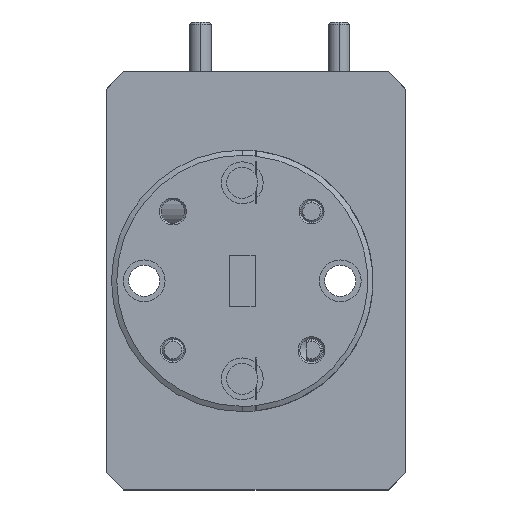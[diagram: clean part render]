
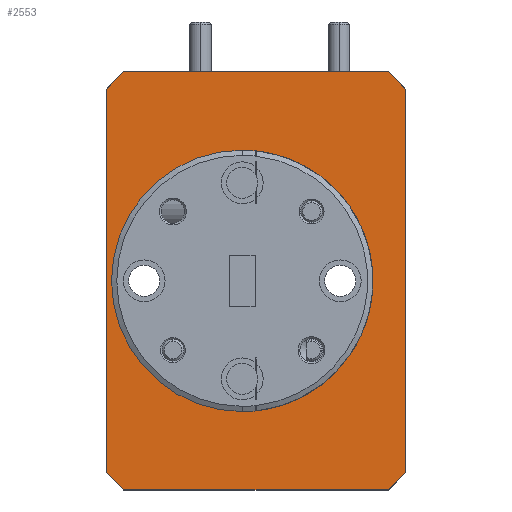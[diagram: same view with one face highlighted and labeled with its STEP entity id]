
A CAD part, left-side view. The second image highlights one B-rep face of the part: STEP entity #2553.
In plain terms, the highlighted planar face has unit normal (-1, 0, 0).
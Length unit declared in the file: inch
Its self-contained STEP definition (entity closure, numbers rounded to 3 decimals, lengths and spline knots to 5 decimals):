
#33 = VECTOR ( 'NONE', #67, 39.37008 ) ;
#67 = DIRECTION ( 'NONE',  ( 0., -0.707, -0.707 ) ) ;
#81 = EDGE_CURVE ( 'NONE', #14668, #9014, #3881, .T. ) ;
#694 = AXIS2_PLACEMENT_3D ( 'NONE', #4605, #15611, #9548 ) ;
#890 = CARTESIAN_POINT ( 'NONE',  ( -1.885, 0.4695, 0.375 ) ) ;
#1147 = CARTESIAN_POINT ( 'NONE',  ( -1.885, 0., 0. ) ) ;
#1287 = VECTOR ( 'NONE', #14805, 39.37008 ) ;
#1435 = EDGE_LOOP ( 'NONE', ( #3152, #6422, #17577, #14880, #16354, #2327, #8587, #14015 ) ) ;
#1564 = LINE ( 'NONE', #19952, #33 ) ;
#2327 = ORIENTED_EDGE ( 'NONE', *, *, #81, .F. ) ;
#2440 = CARTESIAN_POINT ( 'NONE',  ( -1.885, 0., -0.55 ) ) ;
#2553 = ADVANCED_FACE ( 'NONE', ( #19643, #10448 ), #11552, .T. ) ;
#2562 = DIRECTION ( 'NONE',  ( 0., 0., 1. ) ) ;
#2779 = CARTESIAN_POINT ( 'NONE',  ( -1.885, 0.86, 0.6 ) ) ;
#3152 = ORIENTED_EDGE ( 'NONE', *, *, #13026, .T. ) ;
#3719 = CARTESIAN_POINT ( 'NONE',  ( -1.885, 0.05, 0.6 ) ) ;
#3881 = LINE ( 'NONE', #16516, #7153 ) ;
#4152 = VERTEX_POINT ( 'NONE', #5572 ) ;
#4338 = ORIENTED_EDGE ( 'NONE', *, *, #7797, .F. ) ;
#4479 = LINE ( 'NONE', #12561, #8853 ) ;
#4605 = CARTESIAN_POINT ( 'NONE',  ( -1.885, 0.4695, 0. ) ) ;
#5130 = EDGE_CURVE ( 'NONE', #6203, #4152, #19778, .T. ) ;
#5184 = EDGE_CURVE ( 'NONE', #8702, #9014, #15107, .T. ) ;
#5316 = EDGE_CURVE ( 'NONE', #8702, #6224, #1564, .T. ) ;
#5535 = CARTESIAN_POINT ( 'NONE',  ( -1.885, 0., -0.6 ) ) ;
#5572 = CARTESIAN_POINT ( 'NONE',  ( -1.885, 0.86, -0.55 ) ) ;
#5927 = DIRECTION ( 'NONE',  ( 0., 0.707, 0.707 ) ) ;
#6010 = EDGE_CURVE ( 'NONE', #8518, #6224, #18048, .T. ) ;
#6203 = VERTEX_POINT ( 'NONE', #14123 ) ;
#6224 = VERTEX_POINT ( 'NONE', #11084 ) ;
#6422 = ORIENTED_EDGE ( 'NONE', *, *, #14011, .F. ) ;
#7153 = VECTOR ( 'NONE', #11563, 39.37008 ) ;
#7797 = EDGE_CURVE ( 'NONE', #17663, #15288, #17781, .T. ) ;
#7951 = CARTESIAN_POINT ( 'NONE',  ( -1.885, 0.05, -0.6 ) ) ;
#8041 = AXIS2_PLACEMENT_3D ( 'NONE', #1147, #14686, #2562 ) ;
#8100 = CIRCLE ( 'NONE', #9062, 0.375 ) ;
#8518 = VERTEX_POINT ( 'NONE', #2440 ) ;
#8587 = ORIENTED_EDGE ( 'NONE', *, *, #11520, .T. ) ;
#8702 = VERTEX_POINT ( 'NONE', #3719 ) ;
#8853 = VECTOR ( 'NONE', #9219, 39.37008 ) ;
#9014 = VERTEX_POINT ( 'NONE', #19155 ) ;
#9062 = AXIS2_PLACEMENT_3D ( 'NONE', #14398, #11559, #13082 ) ;
#9172 = CARTESIAN_POINT ( 'NONE',  ( -1.885, 0.86, -0.6 ) ) ;
#9219 = DIRECTION ( 'NONE',  ( 0., 0.707, -0.707 ) ) ;
#9548 = DIRECTION ( 'NONE',  ( 0., 0., 1. ) ) ;
#9927 = VECTOR ( 'NONE', #15336, 39.37008 ) ;
#10379 = CARTESIAN_POINT ( 'NONE',  ( -1.885, 0.86, 0.55 ) ) ;
#10448 = FACE_OUTER_BOUND ( 'NONE', #1435, .T. ) ;
#10483 = ORIENTED_EDGE ( 'NONE', *, *, #12065, .F. ) ;
#11084 = CARTESIAN_POINT ( 'NONE',  ( -1.885, 0., 0.55 ) ) ;
#11401 = CARTESIAN_POINT ( 'NONE',  ( -1.885, 0.86, -0.6 ) ) ;
#11431 = CARTESIAN_POINT ( 'NONE',  ( -1.885, 0.4695, -0.375 ) ) ;
#11520 = EDGE_CURVE ( 'NONE', #14668, #4152, #12624, .T. ) ;
#11552 = PLANE ( 'NONE',  #8041 ) ;
#11559 = DIRECTION ( 'NONE',  ( -1., 0., 0. ) ) ;
#11563 = DIRECTION ( 'NONE',  ( 0., -0.707, 0.707 ) ) ;
#12065 = EDGE_CURVE ( 'NONE', #15288, #17663, #8100, .T. ) ;
#12561 = CARTESIAN_POINT ( 'NONE',  ( -1.885, 0.05, -0.6 ) ) ;
#12624 = LINE ( 'NONE', #9172, #9927 ) ;
#12916 = VECTOR ( 'NONE', #19089, 39.37008 ) ;
#13026 = EDGE_CURVE ( 'NONE', #6203, #17737, #14441, .T. ) ;
#13082 = DIRECTION ( 'NONE',  ( 0., 0., 1. ) ) ;
#13329 = DIRECTION ( 'NONE',  ( 0., 0., 1. ) ) ;
#13521 = CARTESIAN_POINT ( 'NONE',  ( -1.885, 0.86, -0.55 ) ) ;
#14011 = EDGE_CURVE ( 'NONE', #8518, #17737, #4479, .T. ) ;
#14015 = ORIENTED_EDGE ( 'NONE', *, *, #5130, .F. ) ;
#14123 = CARTESIAN_POINT ( 'NONE',  ( -1.885, 0.81, -0.6 ) ) ;
#14398 = CARTESIAN_POINT ( 'NONE',  ( -1.885, 0.4695, 0. ) ) ;
#14441 = LINE ( 'NONE', #11401, #12916 ) ;
#14668 = VERTEX_POINT ( 'NONE', #10379 ) ;
#14686 = DIRECTION ( 'NONE',  ( -1., 0., 0. ) ) ;
#14805 = DIRECTION ( 'NONE',  ( 0., 1., 0. ) ) ;
#14880 = ORIENTED_EDGE ( 'NONE', *, *, #5316, .F. ) ;
#15107 = LINE ( 'NONE', #2779, #1287 ) ;
#15288 = VERTEX_POINT ( 'NONE', #11431 ) ;
#15336 = DIRECTION ( 'NONE',  ( 0., 0., -1. ) ) ;
#15611 = DIRECTION ( 'NONE',  ( -1., 0., 0. ) ) ;
#16354 = ORIENTED_EDGE ( 'NONE', *, *, #5184, .T. ) ;
#16444 = VECTOR ( 'NONE', #5927, 39.37008 ) ;
#16516 = CARTESIAN_POINT ( 'NONE',  ( -1.885, 0.86, 0.55 ) ) ;
#17135 = VECTOR ( 'NONE', #13329, 39.37008 ) ;
#17577 = ORIENTED_EDGE ( 'NONE', *, *, #6010, .T. ) ;
#17663 = VERTEX_POINT ( 'NONE', #890 ) ;
#17737 = VERTEX_POINT ( 'NONE', #7951 ) ;
#17781 = CIRCLE ( 'NONE', #694, 0.375 ) ;
#18048 = LINE ( 'NONE', #5535, #17135 ) ;
#19089 = DIRECTION ( 'NONE',  ( 0., -1., 0. ) ) ;
#19155 = CARTESIAN_POINT ( 'NONE',  ( -1.885, 0.81, 0.6 ) ) ;
#19643 = FACE_BOUND ( 'NONE', #19674, .T. ) ;
#19674 = EDGE_LOOP ( 'NONE', ( #4338, #10483 ) ) ;
#19778 = LINE ( 'NONE', #13521, #16444 ) ;
#19952 = CARTESIAN_POINT ( 'NONE',  ( -1.885, 0.05, 0.6 ) ) ;
